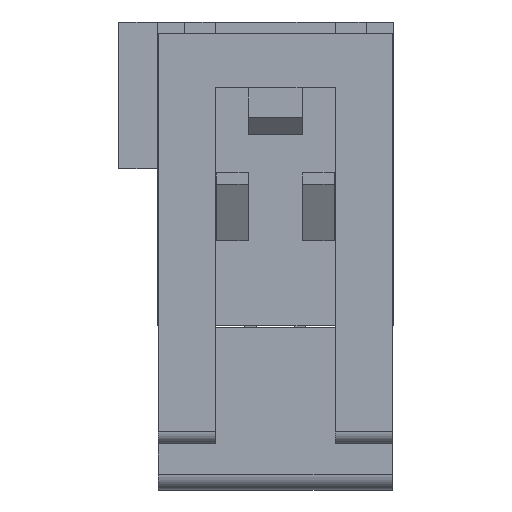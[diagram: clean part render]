
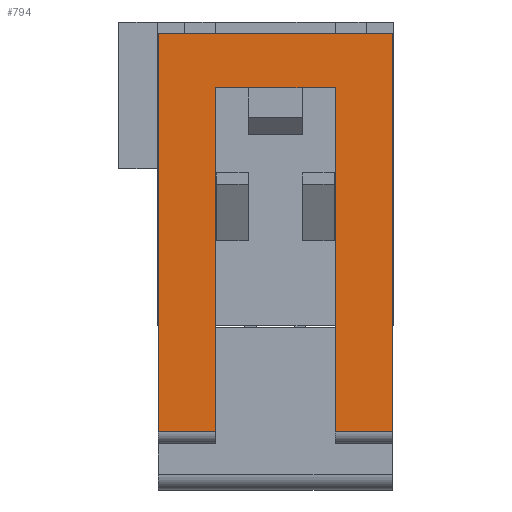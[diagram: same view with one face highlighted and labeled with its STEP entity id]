
A CAD part, left-side view. The second image highlights one B-rep face of the part: STEP entity #794.
In plain terms, the highlighted planar face has unit normal (-1, 0, 0).
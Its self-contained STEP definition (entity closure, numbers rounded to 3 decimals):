
#794=ADVANCED_FACE('',(#2601),#2602,.T.);
#2601=FACE_OUTER_BOUND('',#4510,.T.);
#2602=PLANE('',#4511);
#4510=EDGE_LOOP('',(#11036,#11037,#11038,#11039,#11040,#11041,#11042,#11043));
#4511=AXIS2_PLACEMENT_3D('',#11044,#11045,#11046);
#11036=ORIENTED_EDGE('',*,*,#13926,.F.);
#11037=ORIENTED_EDGE('',*,*,#12940,.F.);
#11038=ORIENTED_EDGE('',*,*,#13932,.F.);
#11039=ORIENTED_EDGE('',*,*,#11823,.T.);
#11040=ORIENTED_EDGE('',*,*,#13871,.T.);
#11041=ORIENTED_EDGE('',*,*,#13933,.F.);
#11042=ORIENTED_EDGE('',*,*,#13934,.F.);
#11043=ORIENTED_EDGE('',*,*,#12908,.T.);
#11044=CARTESIAN_POINT('',(-27.65,-3.025,-10.6));
#11045=DIRECTION('',(-1.0,0.0,0.0));
#11046=DIRECTION('',(0.0,0.0,1.0));
#11823=EDGE_CURVE('',#14106,#14103,#14107,.T.);
#12908=EDGE_CURVE('',#15939,#15937,#15940,.T.);
#12940=EDGE_CURVE('',#15995,#15997,#15998,.T.);
#13871=EDGE_CURVE('',#14103,#17499,#17501,.T.);
#13926=EDGE_CURVE('',#15997,#15937,#17587,.T.);
#13932=EDGE_CURVE('',#14106,#15995,#17593,.T.);
#13933=EDGE_CURVE('',#17594,#17499,#17595,.T.);
#13934=EDGE_CURVE('',#15939,#17594,#17596,.T.);
#14103=VERTEX_POINT('',#17837);
#14106=VERTEX_POINT('',#17841);
#14107=LINE('',#17842,#17843);
#15937=VERTEX_POINT('',#20740);
#15939=VERTEX_POINT('',#20743);
#15940=LINE('',#20744,#20745);
#15995=VERTEX_POINT('',#20827);
#15997=VERTEX_POINT('',#20829);
#15998=LINE('',#20830,#20831);
#17499=VERTEX_POINT('',#23261);
#17501=LINE('',#23264,#23265);
#17587=LINE('',#23405,#23406);
#17593=LINE('',#23417,#23418);
#17594=VERTEX_POINT('',#23419);
#17595=LINE('',#23420,#23421);
#17596=LINE('',#23422,#23423);
#17837=CARTESIAN_POINT('',(-27.65,-3.025,-0.3));
#17841=CARTESIAN_POINT('',(-27.65,-3.025,-10.6));
#17842=CARTESIAN_POINT('',(-27.65,-3.025,-10.6));
#17843=VECTOR('',#23801,10.3);
#20740=CARTESIAN_POINT('',(-27.65,1.55,-1.7));
#20743=CARTESIAN_POINT('',(-27.65,1.55,-10.6));
#20744=CARTESIAN_POINT('',(-27.65,1.55,-10.6));
#20745=VECTOR('',#24918,8.9);
#20827=CARTESIAN_POINT('',(-27.65,-1.55,-10.6));
#20829=CARTESIAN_POINT('',(-27.65,-1.55,-1.7));
#20830=CARTESIAN_POINT('',(-27.65,-1.55,-10.6));
#20831=VECTOR('',#24958,8.9);
#23261=CARTESIAN_POINT('',(-27.65,3.025,-0.3));
#23264=CARTESIAN_POINT('',(-27.65,-3.025,-0.3));
#23265=VECTOR('',#25889,6.05);
#23405=CARTESIAN_POINT('',(-27.65,-1.55,-1.7));
#23406=VECTOR('',#25944,3.1);
#23417=CARTESIAN_POINT('',(-27.65,-3.025,-10.6));
#23418=VECTOR('',#25950,1.475);
#23419=CARTESIAN_POINT('',(-27.65,3.025,-10.6));
#23420=CARTESIAN_POINT('',(-27.65,3.025,-10.6));
#23421=VECTOR('',#25951,10.3);
#23422=CARTESIAN_POINT('',(-27.65,1.55,-10.6));
#23423=VECTOR('',#25952,1.475);
#23801=DIRECTION('',(0.0,0.0,1.0));
#24918=DIRECTION('',(0.0,0.0,1.0));
#24958=DIRECTION('',(0.0,0.0,1.0));
#25889=DIRECTION('',(0.0,1.0,0.0));
#25944=DIRECTION('',(0.0,1.0,0.0));
#25950=DIRECTION('',(0.0,1.0,0.0));
#25951=DIRECTION('',(0.0,0.0,1.0));
#25952=DIRECTION('',(0.0,1.0,0.0));
